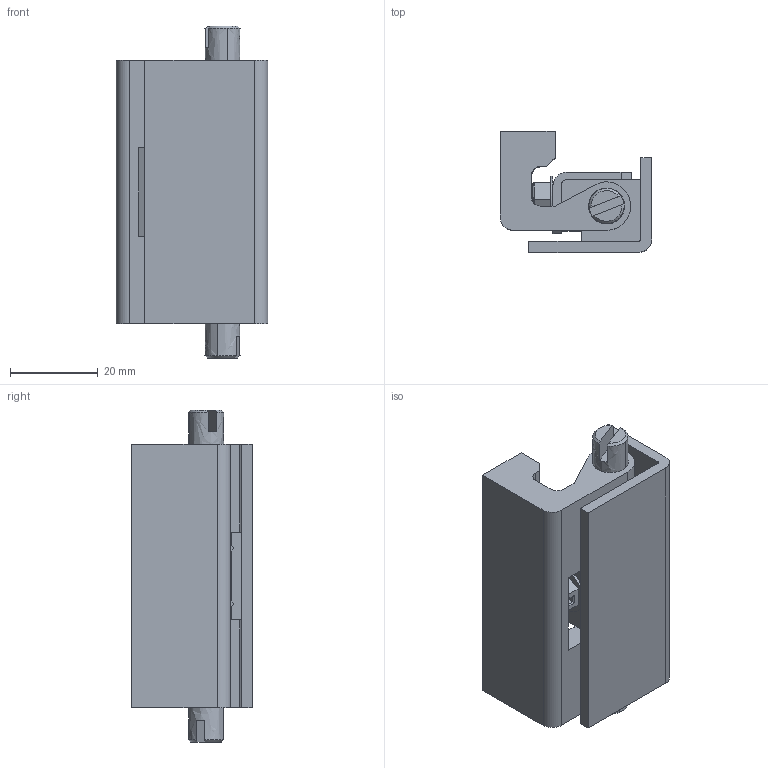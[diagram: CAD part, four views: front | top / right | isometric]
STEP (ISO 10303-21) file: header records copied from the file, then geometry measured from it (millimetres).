
FILE_DESCRIPTION((''),'2;1');
FILE_NAME('','2006-10-27T18:16:45',(''),(''),'','CADfix','');
FILE_SCHEMA(('AUTOMOTIVE_DESIGN'));
Length unit declared in the file: millimetre
Products named in the file (6): shaft; screw; hinge pieces_B; hinge pieces_A; bracket; TEH_1110_U111_5734_36
Assembly tree (6 placements, depth 2):
  TEH_1110_U111_5734_36
    shaft  x2
    screw
    hinge pieces_B
    hinge pieces_A
    bracket
Bounding box: 34.5 x 27.5 x 75.6 mm (x, y, z)
Volume: 31105.3 mm3; surface area: 18588.5 mm2
Topology: 6 solids, 6 shells, 214 faces, 578 edges, 384 vertices
Faces by surface type: bspline 214
Entity records: 6334 total; most frequent: CARTESIAN_POINT 3176, ORIENTED_EDGE 1068, EDGE_CURVE 534, VERTEX_POINT 352, QUASI_UNIFORM_CURVE 310, EDGE_LOOP 212, FACE_OUTER_BOUND 199, ADVANCED_FACE 199
